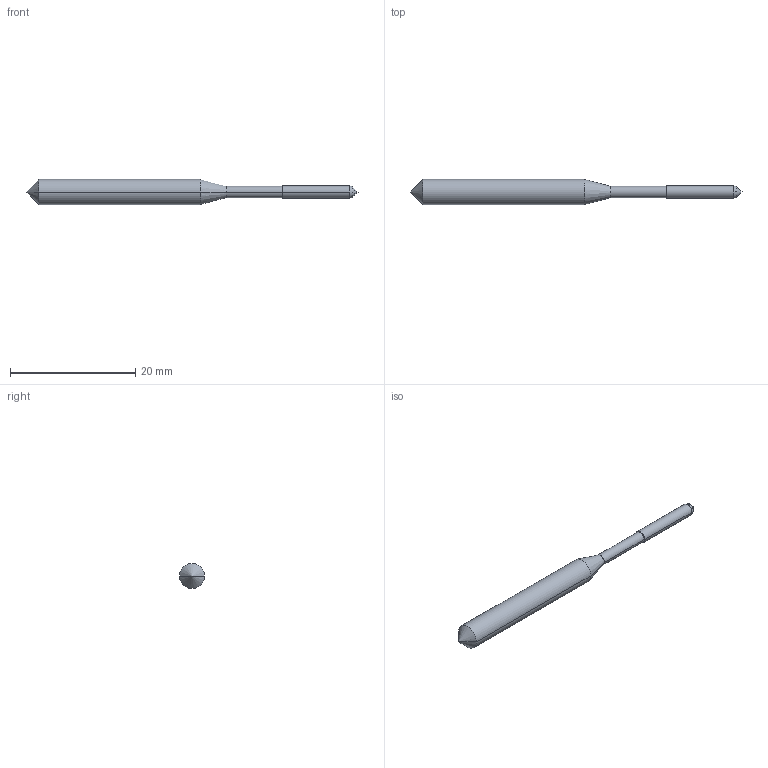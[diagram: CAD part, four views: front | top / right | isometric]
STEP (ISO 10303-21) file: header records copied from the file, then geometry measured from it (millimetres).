
FILE_DESCRIPTION (( 'STEP AP214' ), '1' );
FILE_NAME ('K410100200.STEP', '2018-02-05T03:06:12', ( '' ), ( '' ), 'SwSTEP 2.0', 'SolidWorks 2014', '' );
FILE_SCHEMA (( 'AUTOMOTIVE_DESIGN' ));
Length unit declared in the file: millimetre
Products named in the file (1): K410100200
Bounding box: 53 x 4 x 4 mm (x, y, z)
Volume: 420.6 mm3; surface area: 511.6 mm2
Topology: 2 solids, 2 shells, 16 faces, 36 edges, 20 vertices
Faces by surface type: cone 8, cylinder 6, plane 2
Entity records: 465 total; most frequent: DIRECTION 84, CARTESIAN_POINT 69, ORIENTED_EDGE 64, AXIS2_PLACEMENT_3D 35, EDGE_CURVE 32, VERTEX_POINT 20, CIRCLE 18, FACE_OUTER_BOUND 16
